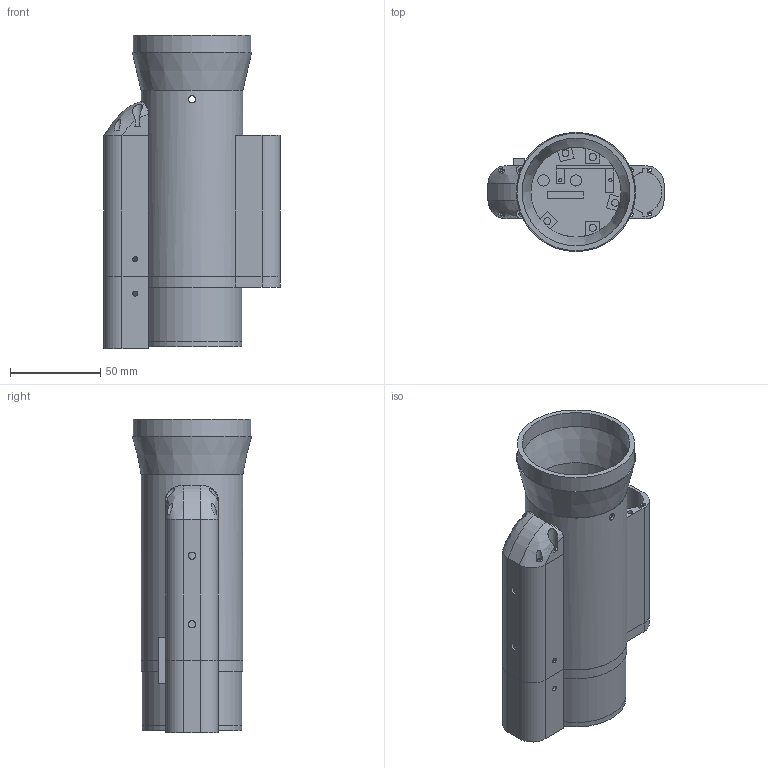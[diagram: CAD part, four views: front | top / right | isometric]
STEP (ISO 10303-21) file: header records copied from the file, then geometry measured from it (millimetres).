
FILE_DESCRIPTION(/* description */ ('STEP AP242','CAx-IF Rec.Pracs.---Representation and Presentation of Product Manufacturing Information (PMI)---4.0---2014-10-13','CAx-IF Rec.Pracs.---3D Tessellated Geometry---0.4---2014-09-14','2;1'),/* implementation_level */ '2;1');
FILE_NAME(/* name */ '66cf6e7f0f9d0e6bf1b73e51',/* time_stamp */ '2024-08-28T18:37:51Z',/* author */ (''),/* organization */ (''),/* preprocessor_version */ 'ST-DEVELOPER v20',/* originating_system */ ' ',/* authorisation */ ' ');
FILE_SCHEMA (('AP242_MANAGED_MODEL_BASED_3D_ENGINEERING_MIM_LF { 1 0 10303 442 1 1 4 }'));
Length unit declared in the file: metre
Products named in the file (8): Part 8; Part 7; Part 6; Part 5; Part 4; Part 3; Part 2; Part 1
Bounding box: 97.5 x 66 x 173.46 mm (x, y, z)
Volume: 142259.2 mm3; surface area: 116876.1 mm2
Topology: 8 solids, 8 shells, 235 faces, 593 edges, 397 vertices
Faces by surface type: plane 127, cylinder 93, bspline 13, cone 2
Full cylindrical faces by diameter (mm): 1.4 x2, 1.8 x10, 2.4 x2, 2.8 x14, 3.8 x6, 4 x17, 6.3 x2, 14 x1, 49.9 x1, 52.9 x1, 53.3 x1, 55.3 x2, 56.3 x2, 59.6 x1, 65 x1
Entity records: 7480 total; most frequent: CARTESIAN_POINT 1662, DIRECTION 1147, ORIENTED_EDGE 1036, EDGE_CURVE 518, AXIS2_PLACEMENT_3D 433, EDGE_LOOP 413, FACE_BOUND 413, VERTEX_POINT 387
